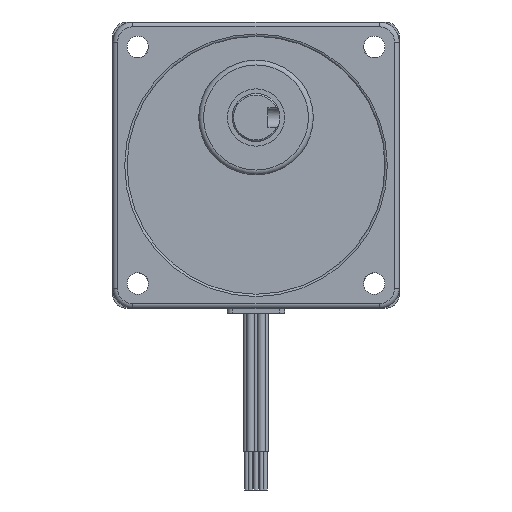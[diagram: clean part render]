
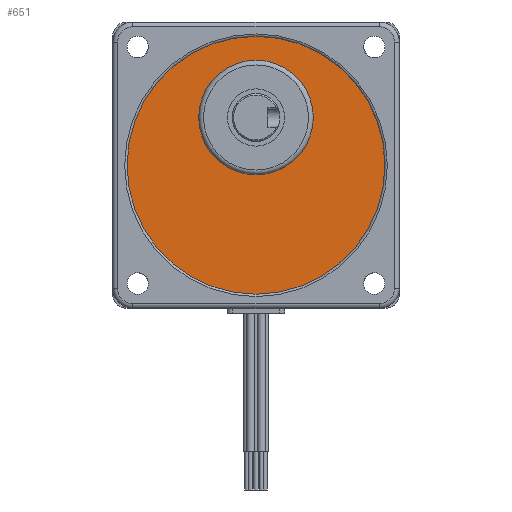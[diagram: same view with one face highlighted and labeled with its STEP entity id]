
A CAD part, front view. The second image highlights one B-rep face of the part: STEP entity #651.
In plain terms, the highlighted planar face has unit normal (0, -1, 0).
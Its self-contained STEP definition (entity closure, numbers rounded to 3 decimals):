
#651 = ADVANCED_FACE( '', ( #1365, #1366 ), #1367, .F. );
#1365 = FACE_BOUND( '', #2154, .T. );
#1366 = FACE_OUTER_BOUND( '', #2155, .T. );
#1367 = PLANE( '', #2156 );
#2154 = EDGE_LOOP( '', ( #3604 ) );
#2155 = EDGE_LOOP( '', ( #3605 ) );
#2156 = AXIS2_PLACEMENT_3D( '', #3606, #3607, #3608 );
#3604 = ORIENTED_EDGE( '', *, *, #4872, .T. );
#3605 = ORIENTED_EDGE( '', *, *, #4628, .F. );
#3606 = CARTESIAN_POINT( '', ( 0., 0.5, 0. ) );
#3607 = DIRECTION( '', ( 0., 1., 0. ) );
#3608 = DIRECTION( '', ( 0., 0., 1. ) );
#4628 = EDGE_CURVE( '', #5537, #5537, #5538, .T. );
#4872 = EDGE_CURVE( '', #5907, #5907, #5908, .T. );
#5537 = VERTEX_POINT( '', #6728 );
#5538 = CIRCLE( '', #6729, 27. );
#5907 = VERTEX_POINT( '', #7254 );
#5908 = CIRCLE( '', #7255, 12. );
#6728 = CARTESIAN_POINT( '', ( 27., 0.5, 0. ) );
#6729 = AXIS2_PLACEMENT_3D( '', #8050, #8051, #8052 );
#7254 = CARTESIAN_POINT( '', ( 0., 0.5, 22. ) );
#7255 = AXIS2_PLACEMENT_3D( '', #8405, #8406, #8407 );
#8050 = CARTESIAN_POINT( '', ( 0., 0.5, 0. ) );
#8051 = DIRECTION( '', ( 0., 1., 0. ) );
#8052 = DIRECTION( '', ( 1., 0., 0. ) );
#8405 = CARTESIAN_POINT( '', ( 0., 0.5, 10. ) );
#8406 = DIRECTION( '', ( 0., 1., 0. ) );
#8407 = DIRECTION( '', ( 0., 0., 1. ) );
